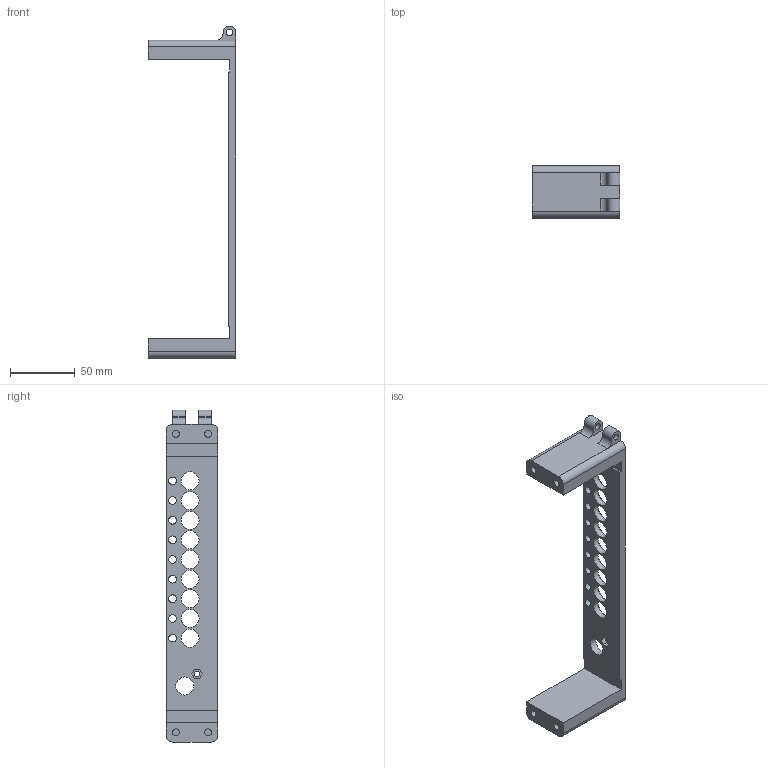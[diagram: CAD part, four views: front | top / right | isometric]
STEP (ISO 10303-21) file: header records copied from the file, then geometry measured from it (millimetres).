
FILE_DESCRIPTION(/* description */ (''),/* implementation_level */ '2;1');
FILE_NAME(/* name */ 'FrontBracketHot.step',/* time_stamp */ '2023-07-22T22:08:54+02:00',/* author */ (''),/* organization */ (''),/* preprocessor_version */ 'ST-DEVELOPER v19.2',/* originating_system */ 'Autodesk Translation Framework v12.6.0.85',/* authorisation */ '');
FILE_SCHEMA (('AUTOMOTIVE_DESIGN { 1 0 10303 214 3 1 1 }'));
Length unit declared in the file: millimetre
Products named in the file (1): Base bracket
Bounding box: 68 x 40 x 256.6 mm (x, y, z)
Volume: 118232.3 mm3; surface area: 38742.9 mm2
Topology: 1 solids, 1 shells, 92 faces, 256 edges, 164 vertices
Faces by surface type: cylinder 38, plane 36, cone 18
Full cylindrical faces by diameter (mm): 4.5 x1, 5.1 x2, 5.35 x4, 6 x9, 14 x10
Entity records: 3138 total; most frequent: CARTESIAN_POINT 593, DIRECTION 528, ORIENTED_EDGE 512, EDGE_CURVE 256, AXIS2_PLACEMENT_3D 195, VERTEX_POINT 164, LINE 138, VECTOR 138
